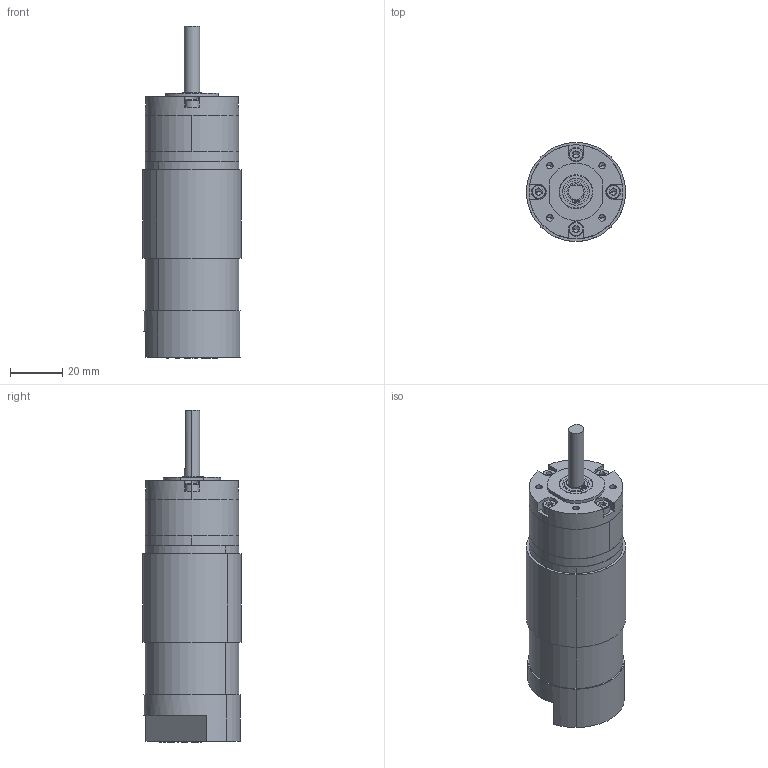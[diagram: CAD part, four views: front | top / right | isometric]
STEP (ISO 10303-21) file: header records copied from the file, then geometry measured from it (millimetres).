
FILE_DESCRIPTION (( 'STEP AP214' ), '1' );
FILE_NAME ('am-3461 NeveRest 3.7.STEP', '2016-08-31T19:46:49', ( '' ), ( '' ), 'SwSTEP 2.0', 'SolidWorks 2014', '' );
FILE_SCHEMA (( 'AUTOMOTIVE_DESIGN' ));
Length unit declared in the file: inch
Products named in the file (7): 686-2Z 6mm bearing_7804K113; am-3104 NeveRest Motor; NeveRest 4 Gearbox Assembly; basic external retaining ring_am_B27.7M - 3AM1-6; socket head cap screw_am_B18.3.1M - 3 x 0.5 x 20 Hex SHCS -- 20CHX; NeveRest 4 Gearbox; am-3461 NeveRest 3.7
Assembly tree (9 placements, depth 3):
  am-3461 NeveRest 3.7
    NeveRest 4 Gearbox Assembly
      NeveRest 4 Gearbox
      socket head cap screw_am_B18.3.1M - 3 x 0.5 x 20 Hex SHCS -- 20CHX  x4
      basic external retaining ring_am_B27.7M - 3AM1-6
    am-3104 NeveRest Motor
    686-2Z 6mm bearing_7804K113
Bounding box: 37.86 x 37.86 x 127.22 mm (x, y, z)
Volume: 103926.1 mm3; surface area: 21294.8 mm2
Topology: 23 solids, 23 shells, 616 faces, 1549 edges, 1000 vertices
Faces by surface type: plane 292, bspline 126, cylinder 116, cone 40, sphere 24, torus 18
Entity records: 27744 total; most frequent: CARTESIAN_POINT 10572, ORIENTED_EDGE 2610, DIRECTION 2179, EDGE_CURVE 1305, VERTEX_POINT 865, LINE 771, VECTOR 771, AXIS2_PLACEMENT_3D 704
